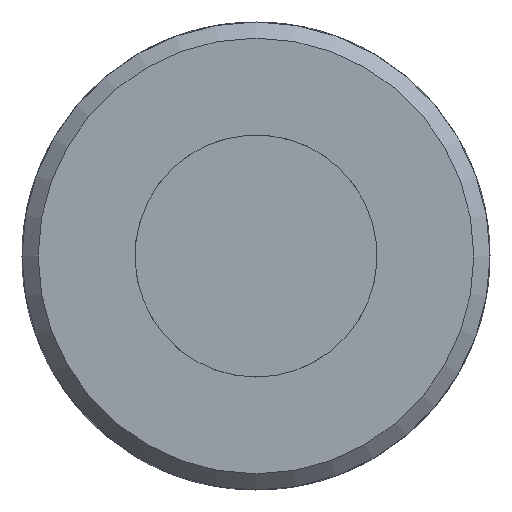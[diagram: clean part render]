
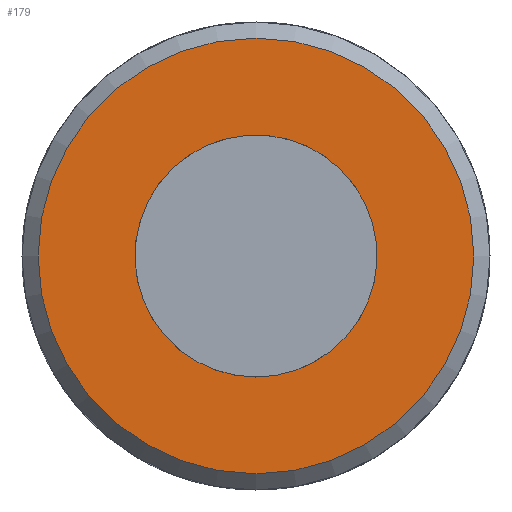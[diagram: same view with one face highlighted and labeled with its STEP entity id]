
A CAD part, left-side view. The second image highlights one B-rep face of the part: STEP entity #179.
In plain terms, the highlighted planar face has unit normal (-1, 0, 0).
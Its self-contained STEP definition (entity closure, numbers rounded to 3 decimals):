
#179 = ADVANCED_FACE( '', ( #378, #379 ), #380, .F. );
#378 = FACE_OUTER_BOUND( '', #658, .T. );
#379 = FACE_BOUND( '', #659, .T. );
#380 = PLANE( '', #660 );
#658 = EDGE_LOOP( '', ( #926 ) );
#659 = EDGE_LOOP( '', ( #927 ) );
#660 = AXIS2_PLACEMENT_3D( '', #928, #929, #930 );
#926 = ORIENTED_EDGE( '', *, *, #1507, .F. );
#927 = ORIENTED_EDGE( '', *, *, #1508, .T. );
#928 = CARTESIAN_POINT( '', ( 0., 0., 0. ) );
#929 = DIRECTION( '', ( 1., 0., 0. ) );
#930 = DIRECTION( '', ( 0., 0., -1. ) );
#1507 = EDGE_CURVE( '', #1721, #1721, #1722, .T. );
#1508 = EDGE_CURVE( '', #1723, #1723, #1724, .T. );
#1721 = VERTEX_POINT( '', #2039 );
#1722 = CIRCLE( '', #2040, 27. );
#1723 = VERTEX_POINT( '', #2041 );
#1724 = CIRCLE( '', #2042, 15. );
#2039 = CARTESIAN_POINT( '', ( 0., 0., -27. ) );
#2040 = AXIS2_PLACEMENT_3D( '', #3533, #3534, #3535 );
#2041 = CARTESIAN_POINT( '', ( 0., 0., -15. ) );
#2042 = AXIS2_PLACEMENT_3D( '', #3536, #3537, #3538 );
#3533 = CARTESIAN_POINT( '', ( 0., 0., 0. ) );
#3534 = DIRECTION( '', ( 1., 0., 0. ) );
#3535 = DIRECTION( '', ( 0., 0., -1. ) );
#3536 = CARTESIAN_POINT( '', ( 0., 0., 0. ) );
#3537 = DIRECTION( '', ( 1., 0., 0. ) );
#3538 = DIRECTION( '', ( 0., 0., -1. ) );
